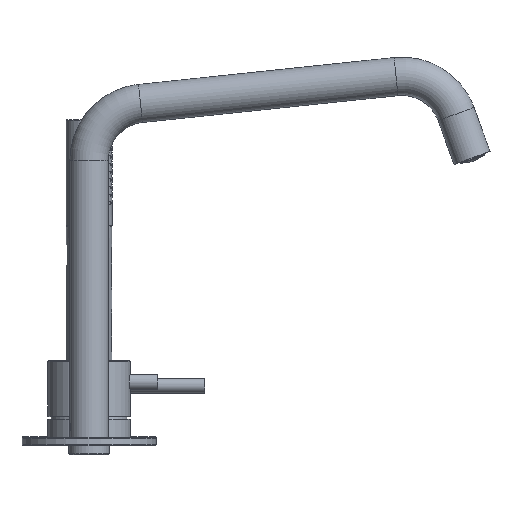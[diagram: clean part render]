
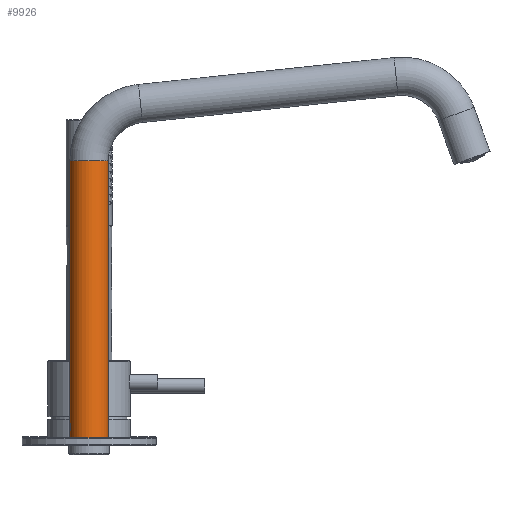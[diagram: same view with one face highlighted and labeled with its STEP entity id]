
A CAD part, front view. The second image highlights one B-rep face of the part: STEP entity #9926.
In plain terms, the highlighted cylindrical face has radius 10 mm (diameter 20 mm), a full revolution.
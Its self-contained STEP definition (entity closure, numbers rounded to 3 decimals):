
#232=B_SPLINE_CURVE_WITH_KNOTS('',3,(#18028,#18029,#18030,#18031,#18032,
#18033,#18034,#18035,#18036,#18037,#18038),.UNSPECIFIED.,.T.,.F.,(1,1,1,
1,1,1,1,1,1,1,1,1,1,1,1),(-0.004,-0.003,-0.001,
0.,0.001,0.003,0.004,
0.005,0.006,0.008,0.009,
0.01,0.011,0.013,0.014),
 .UNSPECIFIED.);
#3156=ORIENTED_EDGE('',*,*,#4131,.T.);
#3157=ORIENTED_EDGE('',*,*,#4132,.F.);
#3158=ORIENTED_EDGE('',*,*,#4130,.F.);
#4130=EDGE_CURVE('',#4836,#4836,#5194,.F.);
#4131=EDGE_CURVE('',#4837,#4837,#5195,.F.);
#4132=EDGE_CURVE('',#4838,#4838,#232,.T.);
#4836=VERTEX_POINT('',#18024);
#4837=VERTEX_POINT('',#18027);
#4838=VERTEX_POINT('',#18039);
#5194=CIRCLE('',#10821,10.);
#5195=CIRCLE('',#10823,10.);
#5946=EDGE_LOOP('',(#3156));
#5947=EDGE_LOOP('',(#3157));
#5948=EDGE_LOOP('',(#3158));
#6758=FACE_BOUND('',#5946,.T.);
#6759=FACE_BOUND('',#5947,.T.);
#6760=FACE_BOUND('',#5948,.T.);
#6972=CYLINDRICAL_SURFACE('',#10822,10.);
#9926=ADVANCED_FACE('',(#6758,#6759,#6760),#6972,.T.);
#10821=AXIS2_PLACEMENT_3D('',#18023,#12786,#12787);
#10822=AXIS2_PLACEMENT_3D('',#18025,#12788,#12789);
#10823=AXIS2_PLACEMENT_3D('',#18026,#12790,#12791);
#12786=DIRECTION('',(0.,0.,-1.));
#12787=DIRECTION('',(1.,0.,0.));
#12788=DIRECTION('',(0.,0.,1.));
#12789=DIRECTION('',(1.,0.,0.));
#12790=DIRECTION('',(0.,0.,-1.));
#12791=DIRECTION('',(-1.,0.,0.));
#18023=CARTESIAN_POINT('',(0.,0.,145.1));
#18024=CARTESIAN_POINT('',(10.,0.,145.1));
#18025=CARTESIAN_POINT('',(0.,0.,0.));
#18026=CARTESIAN_POINT('',(0.,0.,0.3));
#18027=CARTESIAN_POINT('',(-10.,0.,0.3));
#18028=CARTESIAN_POINT('',(-9.934,-1.272,7.269));
#18029=CARTESIAN_POINT('',(-10.033,0.,7.797));
#18030=CARTESIAN_POINT('',(-9.934,1.27,7.27));
#18031=CARTESIAN_POINT('',(-9.834,1.796,6.002));
#18032=CARTESIAN_POINT('',(-9.934,1.271,4.73));
#18033=CARTESIAN_POINT('',(-10.033,0.,4.204));
#18034=CARTESIAN_POINT('',(-9.935,-1.269,4.728));
#18035=CARTESIAN_POINT('',(-9.834,-1.796,5.999));
#18036=CARTESIAN_POINT('',(-9.934,-1.272,7.269));
#18037=CARTESIAN_POINT('',(-10.033,0.,7.797));
#18038=CARTESIAN_POINT('',(-9.934,1.27,7.27));
#18039=CARTESIAN_POINT('',(-10.,0.,7.621));
